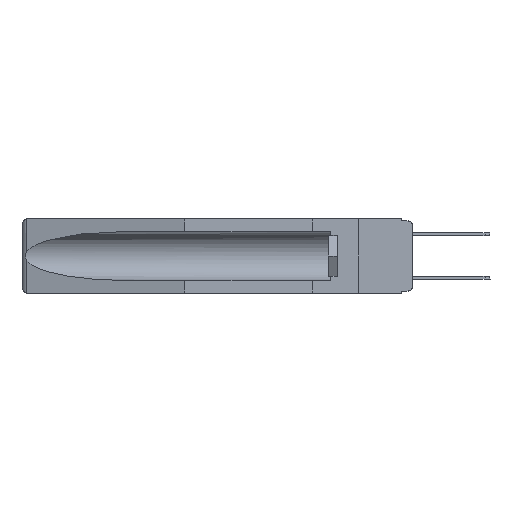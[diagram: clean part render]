
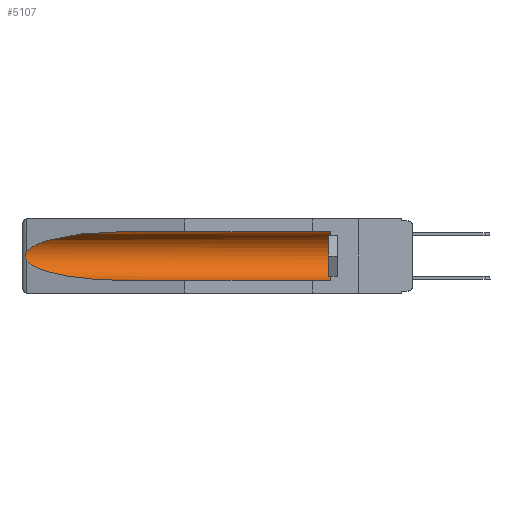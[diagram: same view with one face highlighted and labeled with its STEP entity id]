
A CAD part, left-side view. The second image highlights one B-rep face of the part: STEP entity #5107.
In plain terms, the highlighted cylindrical face has radius 2.857 mm (diameter 5.715 mm), a partial arc.
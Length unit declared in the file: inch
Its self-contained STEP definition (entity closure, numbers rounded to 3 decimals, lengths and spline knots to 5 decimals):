
#469 = CYLINDRICAL_SURFACE ( 'NONE', #11125, 0.1125 ) ;
#722 = CARTESIAN_POINT ( 'NONE',  ( 0.25451, 1.48313, -0.24835 ) ) ;
#838 = DIRECTION ( 'NONE',  ( 0., 1., 0. ) ) ;
#1186 = CARTESIAN_POINT ( 'NONE',  ( 0.155, 1.07973, -0.059 ) ) ;
#1344 = CARTESIAN_POINT ( 'NONE',  ( 0.26537, 1.52718, -0.19328 ) ) ;
#2476 = VERTEX_POINT ( 'NONE', #12933 ) ;
#2802 = CARTESIAN_POINT ( 'NONE',  ( 0.21114, 1.30732, -0.059 ) ) ;
#2975 = CARTESIAN_POINT ( 'NONE',  ( 0.2673, 1.53269, -0.17917 ) ) ;
#3397 = VERTEX_POINT ( 'NONE', #4728 ) ;
#3585 = LINE ( 'NONE', #15346, #6069 ) ;
#3981 = DIRECTION ( 'NONE',  ( 0., 0., 1. ) ) ;
#4088 = EDGE_CURVE ( 'NONE', #2476, #5735, #3585, .T. ) ;
#4089 = EDGE_LOOP ( 'NONE', ( #18485, #17206, #7486, #13008, #15568, #7957 ) ) ;
#4272 = CARTESIAN_POINT ( 'NONE',  ( 0.155, 1.07973, -0.284 ) ) ;
#4629 = CARTESIAN_POINT ( 'NONE',  ( 0.155, -0.30754, -0.059 ) ) ;
#4728 = CARTESIAN_POINT ( 'NONE',  ( 0.155, 1.07973, -0.059 ) ) ;
#4749 = CARTESIAN_POINT ( 'NONE',  ( 0.26655, 1.53094, -0.18657 ) ) ;
#4806 = EDGE_CURVE ( 'NONE', #19326, #3397, #6597, .T. ) ;
#5107 = ADVANCED_FACE ( 'NONE', ( #8755 ), #469, .F. ) ;
#5735 = VERTEX_POINT ( 'NONE', #4272 ) ;
#6069 = VECTOR ( 'NONE', #20557, 39.37008 ) ;
#6328 =( BOUNDED_CURVE ( )  B_SPLINE_CURVE ( 3, ( #1186, #2802, #15278, #15207 ),
 .UNSPECIFIED., .F., .F. ) 
 B_SPLINE_CURVE_WITH_KNOTS ( ( 4, 4 ),
 ( 4.71239, 6.08839 ),
 .UNSPECIFIED. ) 
 CURVE ( )  GEOMETRIC_REPRESENTATION_ITEM ( )  RATIONAL_B_SPLINE_CURVE ( ( 1., 0.848, 0.848, 1. ) ) 
 REPRESENTATION_ITEM ( '' )  );
#6597 = LINE ( 'NONE', #4629, #20740 ) ;
#7486 = ORIENTED_EDGE ( 'NONE', *, *, #17183, .T. ) ;
#7909 = CARTESIAN_POINT ( 'NONE',  ( 0.26537, 1.52718, -0.19328 ) ) ;
#7957 = ORIENTED_EDGE ( 'NONE', *, *, #4806, .T. ) ;
#8381 = CARTESIAN_POINT ( 'NONE',  ( 0.2673, 1.5327, -0.16383 ) ) ;
#8741 = CIRCLE ( 'NONE', #18439, 0.1125 ) ;
#8755 = FACE_OUTER_BOUND ( 'NONE', #4089, .T. ) ;
#9541 = CARTESIAN_POINT ( 'NONE',  ( 0.26537, 1.52718, -0.14972 ) ) ;
#9785 = VERTEX_POINT ( 'NONE', #1344 ) ;
#10068 = CARTESIAN_POINT ( 'NONE',  ( 0.26597, 1.5296, -0.19026 ) ) ;
#10313 = CARTESIAN_POINT ( 'NONE',  ( 0.26537, 1.52718, -0.14972 ) ) ;
#10728 = DIRECTION ( 'NONE',  ( 0., 1., 0. ) ) ;
#11125 = AXIS2_PLACEMENT_3D ( 'NONE', #21370, #10728, #11509 ) ;
#11509 = DIRECTION ( 'NONE',  ( 0., 0., 1. ) ) ;
#11869 = EDGE_CURVE ( 'NONE', #20012, #9785, #21179, .T. ) ;
#12701 = CARTESIAN_POINT ( 'NONE',  ( 0.155, 0.126, -0.059 ) ) ;
#12933 = CARTESIAN_POINT ( 'NONE',  ( 0.155, 0.126, -0.284 ) ) ;
#13008 = ORIENTED_EDGE ( 'NONE', *, *, #4088, .F. ) ;
#13900 = CARTESIAN_POINT ( 'NONE',  ( 0.26597, 1.52961, -0.15275 ) ) ;
#14296 = CARTESIAN_POINT ( 'NONE',  ( 0.155, 0.126, -0.1715 ) ) ;
#14602 = DIRECTION ( 'NONE',  ( 0., -1., 0. ) ) ;
#15207 = CARTESIAN_POINT ( 'NONE',  ( 0.26537, 1.52718, -0.14972 ) ) ;
#15278 = CARTESIAN_POINT ( 'NONE',  ( 0.25451, 1.48313, -0.09465 ) ) ;
#15346 = CARTESIAN_POINT ( 'NONE',  ( 0.155, -0.30754, -0.284 ) ) ;
#15516 = CARTESIAN_POINT ( 'NONE',  ( 0.26654, 1.53092, -0.15636 ) ) ;
#15568 = ORIENTED_EDGE ( 'NONE', *, *, #17083, .T. ) ;
#15589 = EDGE_CURVE ( 'NONE', #3397, #20012, #6328, .T. ) ;
#15594 = CARTESIAN_POINT ( 'NONE',  ( 0.2675, 1.53308, -0.16763 ) ) ;
#16682 = CARTESIAN_POINT ( 'NONE',  ( 0.155, 1.07973, -0.284 ) ) ;
#17083 = EDGE_CURVE ( 'NONE', #2476, #19326, #8741, .T. ) ;
#17146 = CARTESIAN_POINT ( 'NONE',  ( 0.26537, 1.52718, -0.19328 ) ) ;
#17183 = EDGE_CURVE ( 'NONE', #9785, #5735, #21315, .T. ) ;
#17206 = ORIENTED_EDGE ( 'NONE', *, *, #11869, .T. ) ;
#17464 = CARTESIAN_POINT ( 'NONE',  ( 0.2675, 1.53308, -0.17534 ) ) ;
#18439 = AXIS2_PLACEMENT_3D ( 'NONE', #14296, #14602, #3981 ) ;
#18485 = ORIENTED_EDGE ( 'NONE', *, *, #15589, .T. ) ;
#19326 = VERTEX_POINT ( 'NONE', #12701 ) ;
#20012 = VERTEX_POINT ( 'NONE', #9541 ) ;
#20557 = DIRECTION ( 'NONE',  ( 0., 1., 0. ) ) ;
#20740 = VECTOR ( 'NONE', #838, 39.37008 ) ;
#21179 = B_SPLINE_CURVE_WITH_KNOTS ( 'NONE', 3,
 ( #10313, #13900, #15516, #8381, #15594, #17464, #2975, #4749, #10068, #17146 ),
 .UNSPECIFIED., .F., .F.,
 ( 4, 2, 2, 2, 4 ),
 ( 0., 0.00029, 0.00058, 0.00087, 0.00117 ),
 .UNSPECIFIED. ) ;
#21315 =( BOUNDED_CURVE ( )  B_SPLINE_CURVE ( 3, ( #7909, #722, #21799, #16682 ),
 .UNSPECIFIED., .F., .F. ) 
 B_SPLINE_CURVE_WITH_KNOTS ( ( 4, 4 ),
 ( 0.1948, 1.5708 ),
 .UNSPECIFIED. ) 
 CURVE ( )  GEOMETRIC_REPRESENTATION_ITEM ( )  RATIONAL_B_SPLINE_CURVE ( ( 1., 0.848, 0.848, 1. ) ) 
 REPRESENTATION_ITEM ( '' )  );
#21370 = CARTESIAN_POINT ( 'NONE',  ( 0.155, -0.30754, -0.1715 ) ) ;
#21799 = CARTESIAN_POINT ( 'NONE',  ( 0.21114, 1.30732, -0.284 ) ) ;
